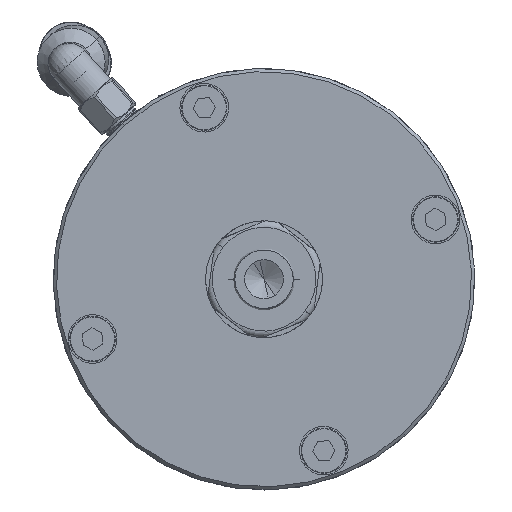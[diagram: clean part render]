
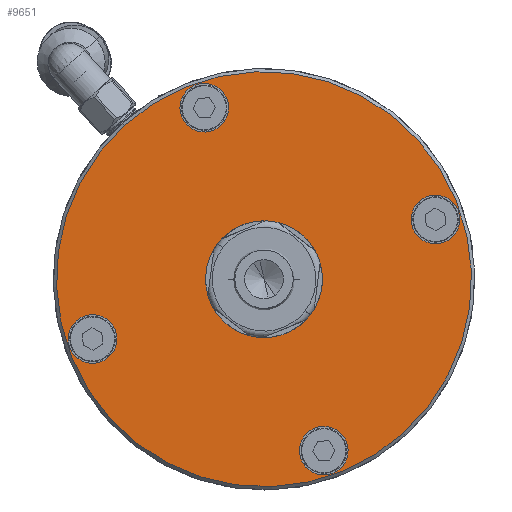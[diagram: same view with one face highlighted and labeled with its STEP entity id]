
A CAD part, front view. The second image highlights one B-rep face of the part: STEP entity #9651.
In plain terms, the highlighted face is planar.
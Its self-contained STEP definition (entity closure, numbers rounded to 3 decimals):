
#63 = AXIS2_PLACEMENT_3D ( 'NONE', #8830, #306, #10252 ) ;
#267 = DIRECTION ( 'NONE',  ( 0., -1., 0. ) ) ;
#303 = ORIENTED_EDGE ( 'NONE', *, *, #17667, .F. ) ;
#306 = DIRECTION ( 'NONE',  ( 0., 1., 0. ) ) ;
#344 = DIRECTION ( 'NONE',  ( -1., 0., 0. ) ) ;
#372 = DIRECTION ( 'NONE',  ( 0., 1., 0. ) ) ;
#406 = DIRECTION ( 'NONE',  ( 0., 1., 0. ) ) ;
#1222 = FACE_BOUND ( 'NONE', #5978, .T. ) ;
#1241 = EDGE_LOOP ( 'NONE', ( #5448, #7641 ) ) ;
#1337 = CARTESIAN_POINT ( 'NONE',  ( 0., 9., 32. ) ) ;
#1521 = VERTEX_POINT ( 'NONE', #2770 ) ;
#1662 = FACE_BOUND ( 'NONE', #15145, .T. ) ;
#1687 = EDGE_CURVE ( 'NONE', #17099, #16684, #9418, .T. ) ;
#1688 = CARTESIAN_POINT ( 'NONE',  ( 25.774, 9., 10.94 ) ) ;
#1973 = EDGE_CURVE ( 'NONE', #16684, #17099, #16840, .T. ) ;
#2036 = VERTEX_POINT ( 'NONE', #7370 ) ;
#2162 = DIRECTION ( 'NONE',  ( 0., 1., 0. ) ) ;
#2770 = CARTESIAN_POINT ( 'NONE',  ( -10.94, 9., 22.024 ) ) ;
#2980 = DIRECTION ( 'NONE',  ( 0., -1., 0. ) ) ;
#3010 = AXIS2_PLACEMENT_3D ( 'NONE', #5833, #15854, #7255 ) ;
#3124 = DIRECTION ( 'NONE',  ( -1., 0., 0. ) ) ;
#3207 = CIRCLE ( 'NONE', #9731, 32. ) ;
#3241 = CIRCLE ( 'NONE', #6586, 3.75 ) ;
#3932 = DIRECTION ( 'NONE',  ( 0., 0., 1. ) ) ;
#4120 = CIRCLE ( 'NONE', #11556, 3.75 ) ;
#4538 = EDGE_CURVE ( 'NONE', #1521, #7413, #6192, .T. ) ;
#4850 = CIRCLE ( 'NONE', #17684, 3.75 ) ;
#4951 = ORIENTED_EDGE ( 'NONE', *, *, #11244, .F. ) ;
#5024 = FACE_BOUND ( 'NONE', #18447, .T. ) ;
#5285 = CARTESIAN_POINT ( 'NONE',  ( 0., 9., 0. ) ) ;
#5448 = ORIENTED_EDGE ( 'NONE', *, *, #10446, .T. ) ;
#5451 = FACE_BOUND ( 'NONE', #16789, .T. ) ;
#5617 = AXIS2_PLACEMENT_3D ( 'NONE', #16628, #8009, #18069 ) ;
#5833 = CARTESIAN_POINT ( 'NONE',  ( -25.774, 9., -10.94 ) ) ;
#5877 = DIRECTION ( 'NONE',  ( 0., 1., 0. ) ) ;
#5978 = EDGE_LOOP ( 'NONE', ( #18522, #17299 ) ) ;
#6192 = CIRCLE ( 'NONE', #9472, 3.75 ) ;
#6309 = DIRECTION ( 'NONE',  ( 0., 1., 0. ) ) ;
#6586 = AXIS2_PLACEMENT_3D ( 'NONE', #14894, #6309, #16332 ) ;
#6617 = CARTESIAN_POINT ( 'NONE',  ( -10.94, 9., 29.524 ) ) ;
#6819 = AXIS2_PLACEMENT_3D ( 'NONE', #8892, #372, #10316 ) ;
#6872 = CARTESIAN_POINT ( 'NONE',  ( 25.774, 9., 7.19 ) ) ;
#7255 = DIRECTION ( 'NONE',  ( 1., 0., 0. ) ) ;
#7272 = VERTEX_POINT ( 'NONE', #12058 ) ;
#7370 = CARTESIAN_POINT ( 'NONE',  ( 10.94, 9., -29.524 ) ) ;
#7413 = VERTEX_POINT ( 'NONE', #6617 ) ;
#7641 = ORIENTED_EDGE ( 'NONE', *, *, #16577, .T. ) ;
#7902 = CIRCLE ( 'NONE', #3010, 3.75 ) ;
#8009 = DIRECTION ( 'NONE',  ( 0., 1., 0. ) ) ;
#8197 = CARTESIAN_POINT ( 'NONE',  ( 0., 9., 8.25 ) ) ;
#8323 = EDGE_CURVE ( 'NONE', #7413, #1521, #4850, .T. ) ;
#8799 = FACE_BOUND ( 'NONE', #15772, .T. ) ;
#8804 = CARTESIAN_POINT ( 'NONE',  ( 0., 9., 0. ) ) ;
#8830 = CARTESIAN_POINT ( 'NONE',  ( 0., 9., 0. ) ) ;
#8841 = CIRCLE ( 'NONE', #5617, 3.75 ) ;
#8863 = DIRECTION ( 'NONE',  ( 0., 1., 0. ) ) ;
#8892 = CARTESIAN_POINT ( 'NONE',  ( -25.774, 9., -10.94 ) ) ;
#8932 = CARTESIAN_POINT ( 'NONE',  ( -10.94, 9., 25.774 ) ) ;
#9099 = CARTESIAN_POINT ( 'NONE',  ( -25.774, 9., -14.69 ) ) ;
#9264 = FACE_OUTER_BOUND ( 'NONE', #1241, .T. ) ;
#9296 = EDGE_CURVE ( 'NONE', #15692, #18403, #10820, .T. ) ;
#9418 = CIRCLE ( 'NONE', #11919, 8.25 ) ;
#9472 = AXIS2_PLACEMENT_3D ( 'NONE', #10681, #2162, #12142 ) ;
#9572 = CARTESIAN_POINT ( 'NONE',  ( -25.774, 9., -7.19 ) ) ;
#9651 = ADVANCED_FACE ( 'NONE', ( #8799, #5451, #1662, #5024, #1222, #9264 ), #16762, .T. ) ;
#9731 = AXIS2_PLACEMENT_3D ( 'NONE', #14474, #5877, #15889 ) ;
#9790 = ORIENTED_EDGE ( 'NONE', *, *, #13908, .F. ) ;
#10227 = DIRECTION ( 'NONE',  ( 0., 0., 1. ) ) ;
#10252 = DIRECTION ( 'NONE',  ( 0., 0., 1. ) ) ;
#10316 = DIRECTION ( 'NONE',  ( 1., 0., 0. ) ) ;
#10361 = DIRECTION ( 'NONE',  ( 0., 0., -1. ) ) ;
#10446 = EDGE_CURVE ( 'NONE', #13035, #17012, #3207, .T. ) ;
#10681 = CARTESIAN_POINT ( 'NONE',  ( -10.94, 9., 25.774 ) ) ;
#10820 = CIRCLE ( 'NONE', #11414, 3.75 ) ;
#10910 = CARTESIAN_POINT ( 'NONE',  ( 0., 9., -32. ) ) ;
#11147 = ORIENTED_EDGE ( 'NONE', *, *, #4538, .F. ) ;
#11244 = EDGE_CURVE ( 'NONE', #18403, #15692, #4120, .T. ) ;
#11414 = AXIS2_PLACEMENT_3D ( 'NONE', #1688, #11664, #3124 ) ;
#11518 = CARTESIAN_POINT ( 'NONE',  ( 0., 9., 0. ) ) ;
#11524 = AXIS2_PLACEMENT_3D ( 'NONE', #5285, #12471, #3932 ) ;
#11556 = AXIS2_PLACEMENT_3D ( 'NONE', #17456, #8863, #344 ) ;
#11664 = DIRECTION ( 'NONE',  ( 0., 1., 0. ) ) ;
#11919 = AXIS2_PLACEMENT_3D ( 'NONE', #8804, #267, #10227 ) ;
#12019 = ORIENTED_EDGE ( 'NONE', *, *, #9296, .F. ) ;
#12058 = CARTESIAN_POINT ( 'NONE',  ( 10.94, 9., -22.024 ) ) ;
#12142 = DIRECTION ( 'NONE',  ( 0., 0., -1. ) ) ;
#12471 = DIRECTION ( 'NONE',  ( 0., 1., 0. ) ) ;
#12979 = DIRECTION ( 'NONE',  ( 0., 0., 1. ) ) ;
#13035 = VERTEX_POINT ( 'NONE', #10910 ) ;
#13293 = CIRCLE ( 'NONE', #6819, 3.75 ) ;
#13466 = EDGE_CURVE ( 'NONE', #2036, #7272, #3241, .T. ) ;
#13908 = EDGE_CURVE ( 'NONE', #16241, #17519, #7902, .T. ) ;
#14029 = EDGE_CURVE ( 'NONE', #17519, #16241, #13293, .T. ) ;
#14474 = CARTESIAN_POINT ( 'NONE',  ( 0., 9., 0. ) ) ;
#14743 = CARTESIAN_POINT ( 'NONE',  ( 0., 9., -8.25 ) ) ;
#14894 = CARTESIAN_POINT ( 'NONE',  ( 10.94, 9., -25.774 ) ) ;
#15145 = EDGE_LOOP ( 'NONE', ( #9790, #16013 ) ) ;
#15640 = CARTESIAN_POINT ( 'NONE',  ( 25.774, 9., 14.69 ) ) ;
#15692 = VERTEX_POINT ( 'NONE', #15640 ) ;
#15751 = ORIENTED_EDGE ( 'NONE', *, *, #8323, .F. ) ;
#15772 = EDGE_LOOP ( 'NONE', ( #12019, #4951 ) ) ;
#15854 = DIRECTION ( 'NONE',  ( 0., 1., 0. ) ) ;
#15889 = DIRECTION ( 'NONE',  ( 0., 0., 1. ) ) ;
#16013 = ORIENTED_EDGE ( 'NONE', *, *, #14029, .F. ) ;
#16241 = VERTEX_POINT ( 'NONE', #9572 ) ;
#16332 = DIRECTION ( 'NONE',  ( 0., 0., 1. ) ) ;
#16394 = AXIS2_PLACEMENT_3D ( 'NONE', #11518, #2980, #12979 ) ;
#16577 = EDGE_CURVE ( 'NONE', #17012, #13035, #18535, .T. ) ;
#16628 = CARTESIAN_POINT ( 'NONE',  ( 10.94, 9., -25.774 ) ) ;
#16684 = VERTEX_POINT ( 'NONE', #14743 ) ;
#16762 = PLANE ( 'NONE',  #11524 ) ;
#16789 = EDGE_LOOP ( 'NONE', ( #15751, #11147 ) ) ;
#16821 = ORIENTED_EDGE ( 'NONE', *, *, #13466, .F. ) ;
#16840 = CIRCLE ( 'NONE', #16394, 8.25 ) ;
#17012 = VERTEX_POINT ( 'NONE', #1337 ) ;
#17099 = VERTEX_POINT ( 'NONE', #8197 ) ;
#17299 = ORIENTED_EDGE ( 'NONE', *, *, #1973, .T. ) ;
#17456 = CARTESIAN_POINT ( 'NONE',  ( 25.774, 9., 10.94 ) ) ;
#17519 = VERTEX_POINT ( 'NONE', #9099 ) ;
#17667 = EDGE_CURVE ( 'NONE', #7272, #2036, #8841, .T. ) ;
#17684 = AXIS2_PLACEMENT_3D ( 'NONE', #8932, #406, #10361 ) ;
#18069 = DIRECTION ( 'NONE',  ( 0., 0., 1. ) ) ;
#18403 = VERTEX_POINT ( 'NONE', #6872 ) ;
#18447 = EDGE_LOOP ( 'NONE', ( #303, #16821 ) ) ;
#18522 = ORIENTED_EDGE ( 'NONE', *, *, #1687, .T. ) ;
#18535 = CIRCLE ( 'NONE', #63, 32. ) ;
